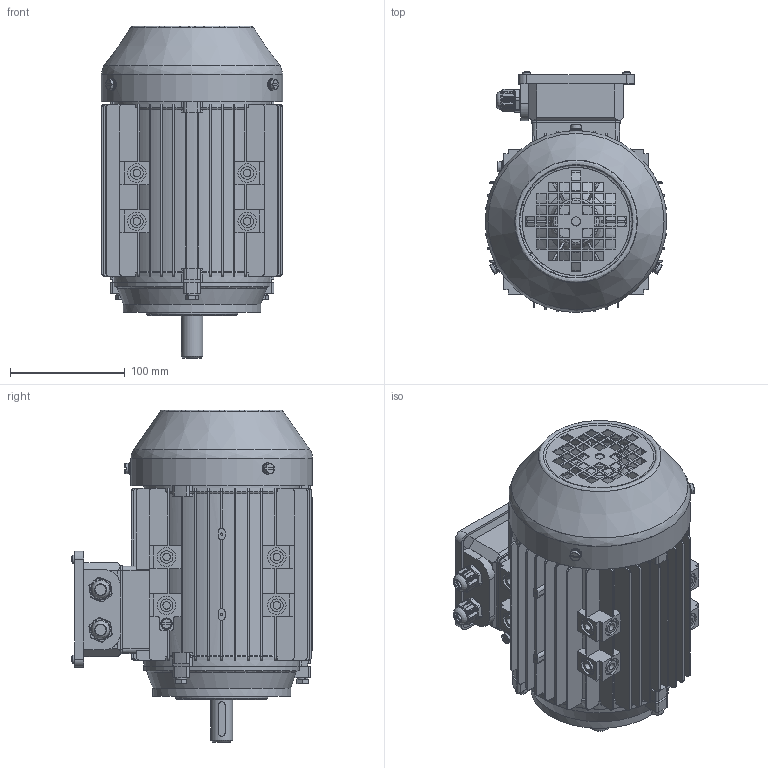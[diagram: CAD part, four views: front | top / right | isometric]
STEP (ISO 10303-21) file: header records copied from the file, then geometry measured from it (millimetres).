
FILE_DESCRIPTION((' '),'2;1');
FILE_NAME( 'JL3-80-B14A.stp', '2018-10-10T08:33:57', (' '), ('--- Datakit www.datakit.com---'), ' Datakit CrossCadWare V2018.4 Sep 24 2018', 'DATAKIT 2018 (c)', ' ');
FILE_SCHEMA(('AP242_MANAGED_MODEL_BASED_3D_ENGINEERING_MIM_LF { 1 0 10303 442 1 1 4 }'));
Length unit declared in the file: millimetre
Products named in the file (1): JL3-80-B14A
Bounding box: 158 x 209.72 x 288.99 mm (x, y, z)
Volume: 1094455.3 mm3; surface area: 632214.6 mm2
Topology: 42 solids, 42 shells, 2377 faces, 6098 edges, 3905 vertices
Faces by surface type: plane 1085, cylinder 660, bspline 231, revolution 229, cone 168, sphere 4
Full cylindrical faces by diameter (mm): 2 x4, 4 x18, 4.48 x4, 5 x4, 5.3 x4, 5.35 x6, 5.8 x4, 6 x11, 6.6 x12, 7 x15, 8 x1, 9.602 x2, 10 x4, 11 x12, 11.463 x2, 12 x4, 16 x14, 18.4 x1, 18.6 x1, 19 x1, 19.2 x2, 19.4 x2, 20 x6, 26 x1, 35 x4, 40 x3, 42 x1, 45 x1, 47 x3, 49.5 x1
Entity records: 302834 total; most frequent: CARTESIAN_POINT 245214, ORIENTED_EDGE 11472, DIRECTION 10792, EDGE_CURVE 5736, AXIS2_PLACEMENT_3D 3907, VERTEX_POINT 3816, EDGE_LOOP 2894, VECTOR 2749
